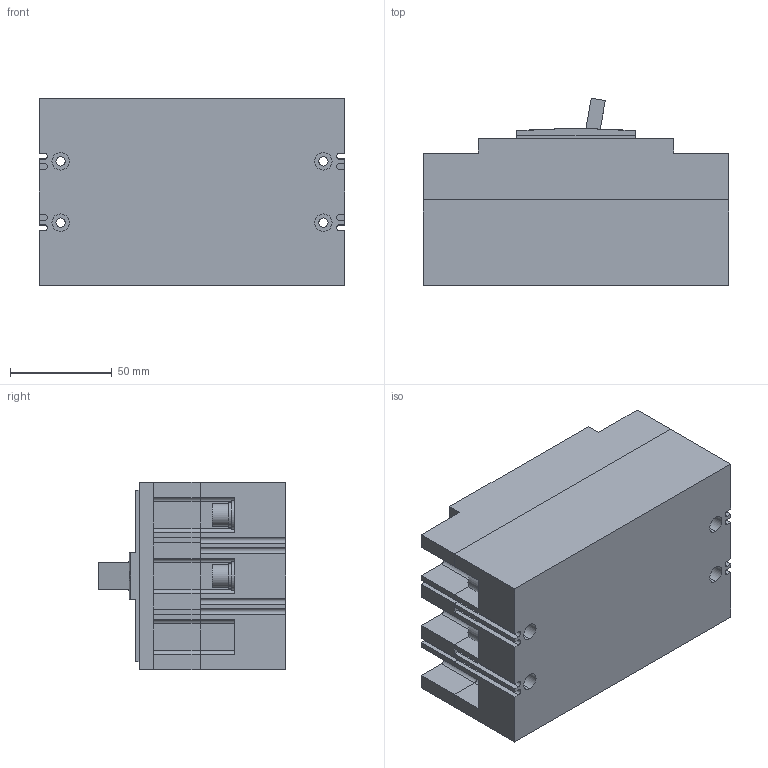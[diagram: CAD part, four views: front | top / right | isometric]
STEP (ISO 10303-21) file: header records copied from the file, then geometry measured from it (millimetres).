
FILE_DESCRIPTION (( 'STEP AP214' ), '1' );
FILE_NAME ('ﾂﾀ-99ﾌL100-mccb99-100-(20mi-25mi-32mi-40mi-50mi-63mi-80mi-100mi-125mi-160mi).STEP', '2020-12-08T11:05:08', ( '' ), ( '' ), 'SwSTEP 2.0', 'SolidWorks 2019', '' );
FILE_SCHEMA (( 'AUTOMOTIVE_DESIGN' ));
Length unit declared in the file: millimetre
Products named in the file (1): ﾂﾀ-99ﾌL100-mccb99-100-(20mi-25mi-32mi-40mi-50mi-63mi-80mi-100mi-125mi-160mi)
Bounding box: 150 x 92 x 92 mm (x, y, z)
Volume: 887233 mm3; surface area: 108235.7 mm2
Topology: 6 solids, 6 shells, 410 faces, 1143 edges, 789 vertices
Faces by surface type: plane 251, cylinder 119, bspline 40
Entity records: 19139 total; most frequent: CARTESIAN_POINT 7225, ORIENTED_EDGE 2286, DIRECTION 2003, EDGE_CURVE 1143, VERTEX_POINT 789, VECTOR 709, LINE 709, AXIS2_PLACEMENT_3D 647
